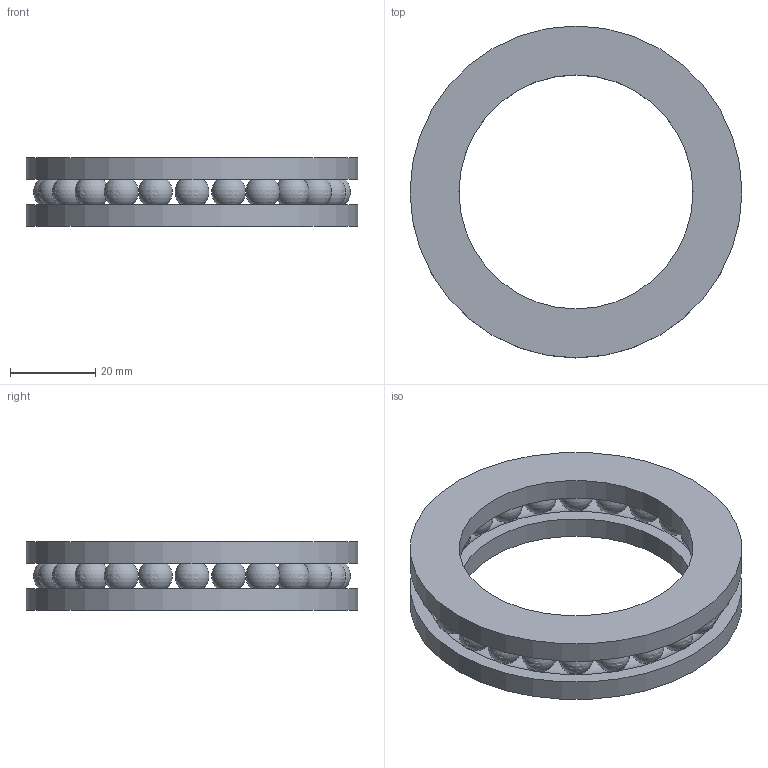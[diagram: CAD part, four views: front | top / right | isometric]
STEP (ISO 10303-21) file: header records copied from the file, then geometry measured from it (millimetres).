
FILE_DESCRIPTION(/* description */ (''),/* implementation_level */ '2;1');
FILE_NAME(/* name */ '',/* time_stamp */ '2024-05-28T16:32:55+02:00',/* author */ (''),/* organization */ (''),/* preprocessor_version */ 'ST-DEVELOPER v20',/* originating_system */ 'Autodesk Translation Framework v13.14.0.145',/* authorisation */ '');
FILE_SCHEMA (('AUTOMOTIVE_DESIGN { 1 0 10303 214 3 1 1 }'));
Length unit declared in the file: millimetre
Products named in the file (1): łozysko wzdłuzne 55_78_16
Bounding box: 78 x 78 x 16 mm (x, y, z)
Volume: 28944 mm3; surface area: 18818.8 mm2
Topology: 26 solids, 26 shells, 36 faces, 90 edges, 60 vertices
Faces by surface type: sphere 24, plane 6, cylinder 4, torus 2
Full cylindrical faces by diameter (mm): 55 x2, 78 x2
Entity records: 898 total; most frequent: DIRECTION 154, CARTESIAN_POINT 139, ORIENTED_EDGE 84, AXIS2_PLACEMENT_3D 75, VERTEX_POINT 60, STYLED_ITEM 49, EDGE_LOOP 42, EDGE_CURVE 42
